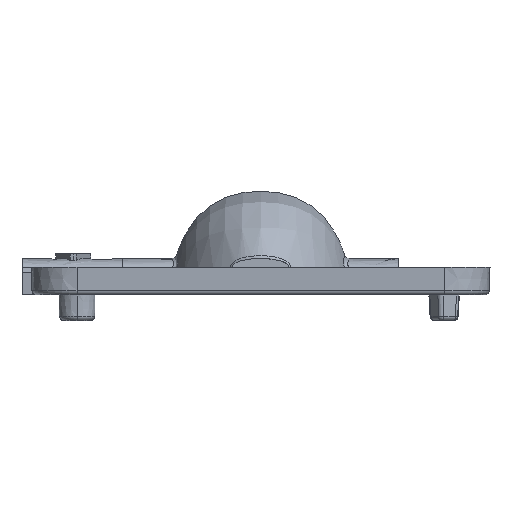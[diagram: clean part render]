
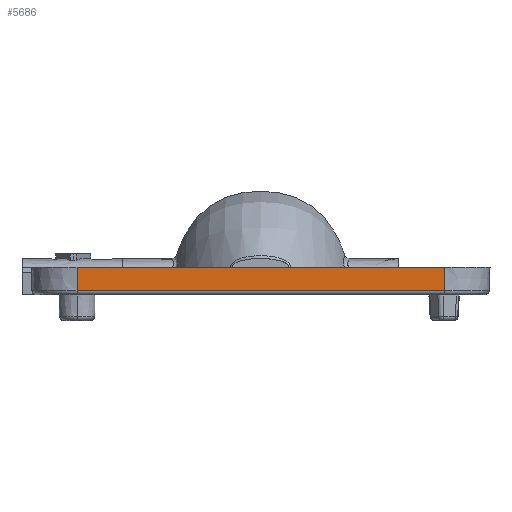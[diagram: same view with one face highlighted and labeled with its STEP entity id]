
A CAD part, left-side view. The second image highlights one B-rep face of the part: STEP entity #5686.
In plain terms, the highlighted planar face has unit normal (-0.999, 0, -0.035).
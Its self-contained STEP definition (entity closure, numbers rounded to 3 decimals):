
#159 = EDGE_CURVE ( 'NONE', #5928, #6329, #5818, .T. ) ;
#486 = LINE ( 'NONE', #7293, #1356 ) ;
#1306 = ORIENTED_EDGE ( 'NONE', *, *, #6675, .F. ) ;
#1356 = VECTOR ( 'NONE', #5933, 1000. ) ;
#1591 = CARTESIAN_POINT ( 'NONE',  ( -37.5, -10., 1.5 ) ) ;
#2719 = EDGE_LOOP ( 'NONE', ( #5367, #7799, #11567, #1306 ) ) ;
#2740 = EDGE_CURVE ( 'NONE', #6920, #9515, #486, .T. ) ;
#2767 = DIRECTION ( 'NONE',  ( -0.035, 0., 0.999 ) ) ;
#2935 = LINE ( 'NONE', #14973, #16837 ) ;
#3530 = EDGE_CURVE ( 'NONE', #9515, #5928, #13152, .T. ) ;
#5367 = ORIENTED_EDGE ( 'NONE', *, *, #2740, .T. ) ;
#5459 = CARTESIAN_POINT ( 'NONE',  ( -37.5, 10., 1.5 ) ) ;
#5686 = ADVANCED_FACE ( 'NONE', ( #9666 ), #10769, .T. ) ;
#5818 = LINE ( 'NONE', #17302, #8569 ) ;
#5928 = VERTEX_POINT ( 'NONE', #7261 ) ;
#5933 = DIRECTION ( 'NONE',  ( 0.035, 0., -0.999 ) ) ;
#6100 = AXIS2_PLACEMENT_3D ( 'NONE', #16192, #10824, #2767 ) ;
#6329 = VERTEX_POINT ( 'NONE', #1591 ) ;
#6675 = EDGE_CURVE ( 'NONE', #6920, #6329, #2935, .T. ) ;
#6880 = DIRECTION ( 'NONE',  ( 0., -1., 0. ) ) ;
#6920 = VERTEX_POINT ( 'NONE', #5459 ) ;
#7261 = CARTESIAN_POINT ( 'NONE',  ( -37.456, -10., 0.241 ) ) ;
#7293 = CARTESIAN_POINT ( 'NONE',  ( -37.5, 10., 1.5 ) ) ;
#7323 = CARTESIAN_POINT ( 'NONE',  ( -37.456, 0., 0.241 ) ) ;
#7799 = ORIENTED_EDGE ( 'NONE', *, *, #3530, .T. ) ;
#8569 = VECTOR ( 'NONE', #14592, 1000. ) ;
#8976 = CARTESIAN_POINT ( 'NONE',  ( -37.456, 10., 0.241 ) ) ;
#9515 = VERTEX_POINT ( 'NONE', #8976 ) ;
#9666 = FACE_OUTER_BOUND ( 'NONE', #2719, .T. ) ;
#9979 = VECTOR ( 'NONE', #16886, 1000. ) ;
#10769 = PLANE ( 'NONE',  #6100 ) ;
#10824 = DIRECTION ( 'NONE',  ( -0.999, 0., -0.035 ) ) ;
#11567 = ORIENTED_EDGE ( 'NONE', *, *, #159, .T. ) ;
#13152 = LINE ( 'NONE', #7323, #9979 ) ;
#14592 = DIRECTION ( 'NONE',  ( -0.035, 0., 0.999 ) ) ;
#14973 = CARTESIAN_POINT ( 'NONE',  ( -37.5, 0., 1.5 ) ) ;
#16192 = CARTESIAN_POINT ( 'NONE',  ( -37.5, 0., 1.5 ) ) ;
#16837 = VECTOR ( 'NONE', #6880, 1000. ) ;
#16886 = DIRECTION ( 'NONE',  ( 0., -1., 0. ) ) ;
#17302 = CARTESIAN_POINT ( 'NONE',  ( -37.5, -10., 1.5 ) ) ;
